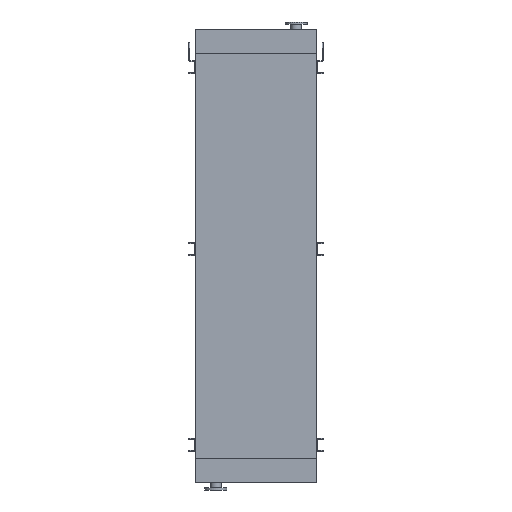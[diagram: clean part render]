
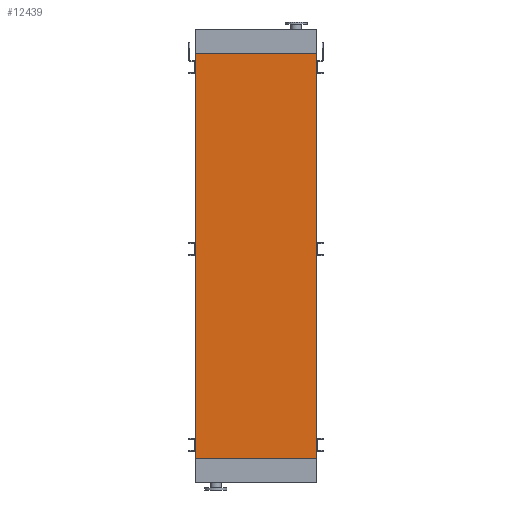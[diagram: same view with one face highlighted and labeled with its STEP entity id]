
A CAD part, front view. The second image highlights one B-rep face of the part: STEP entity #12439.
In plain terms, the highlighted planar face has unit normal (0, -1, 0).
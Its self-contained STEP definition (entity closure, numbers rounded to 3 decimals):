
#36 = LINE ( 'NONE', #5444, #16294 ) ;
#921 = ORIENTED_EDGE ( 'NONE', *, *, #11587, .T. ) ;
#1995 = VERTEX_POINT ( 'NONE', #7019 ) ;
#2760 = DIRECTION ( 'NONE',  ( 0., 0., 1. ) ) ;
#3085 = DIRECTION ( 'NONE',  ( 1., 0., 0. ) ) ;
#3330 = DIRECTION ( 'NONE',  ( 0., -1., 0. ) ) ;
#3397 = AXIS2_PLACEMENT_3D ( 'NONE', #12754, #3330, #14336 ) ;
#4656 = VERTEX_POINT ( 'NONE', #18336 ) ;
#4776 = CARTESIAN_POINT ( 'NONE',  ( -605., 0., -4050. ) ) ;
#5444 = CARTESIAN_POINT ( 'NONE',  ( -605., 0., -4050. ) ) ;
#5576 = EDGE_CURVE ( 'NONE', #15073, #7373, #13621, .T. ) ;
#6699 = EDGE_CURVE ( 'NONE', #15073, #1995, #36, .T. ) ;
#7019 = CARTESIAN_POINT ( 'NONE',  ( 605., 0., -4050. ) ) ;
#7373 = VERTEX_POINT ( 'NONE', #11498 ) ;
#7689 = ORIENTED_EDGE ( 'NONE', *, *, #18802, .F. ) ;
#9550 = ORIENTED_EDGE ( 'NONE', *, *, #5576, .F. ) ;
#10436 = VECTOR ( 'NONE', #3085, 1000. ) ;
#10514 = CARTESIAN_POINT ( 'NONE',  ( 605., 0., -4050. ) ) ;
#11498 = CARTESIAN_POINT ( 'NONE',  ( -605., 0., 0. ) ) ;
#11587 = EDGE_CURVE ( 'NONE', #1995, #4656, #16971, .T. ) ;
#12296 = VECTOR ( 'NONE', #2760, 1000. ) ;
#12439 = ADVANCED_FACE ( 'NONE', ( #19896 ), #14267, .T. ) ;
#12628 = DIRECTION ( 'NONE',  ( 0., 0., 1. ) ) ;
#12754 = CARTESIAN_POINT ( 'NONE',  ( -605., 0., -4050. ) ) ;
#13345 = CARTESIAN_POINT ( 'NONE',  ( -605., 0., -4050. ) ) ;
#13621 = LINE ( 'NONE', #4776, #14111 ) ;
#13883 = CARTESIAN_POINT ( 'NONE',  ( -605., 0., 0. ) ) ;
#14111 = VECTOR ( 'NONE', #12628, 1000. ) ;
#14267 = PLANE ( 'NONE',  #3397 ) ;
#14336 = DIRECTION ( 'NONE',  ( 0., 0., -1. ) ) ;
#14655 = LINE ( 'NONE', #13883, #10436 ) ;
#15073 = VERTEX_POINT ( 'NONE', #13345 ) ;
#16294 = VECTOR ( 'NONE', #16469, 1000. ) ;
#16462 = EDGE_LOOP ( 'NONE', ( #7689, #9550, #16650, #921 ) ) ;
#16469 = DIRECTION ( 'NONE',  ( 1., 0., 0. ) ) ;
#16650 = ORIENTED_EDGE ( 'NONE', *, *, #6699, .T. ) ;
#16971 = LINE ( 'NONE', #10514, #12296 ) ;
#18336 = CARTESIAN_POINT ( 'NONE',  ( 605., 0., 0. ) ) ;
#18802 = EDGE_CURVE ( 'NONE', #7373, #4656, #14655, .T. ) ;
#19896 = FACE_OUTER_BOUND ( 'NONE', #16462, .T. ) ;
